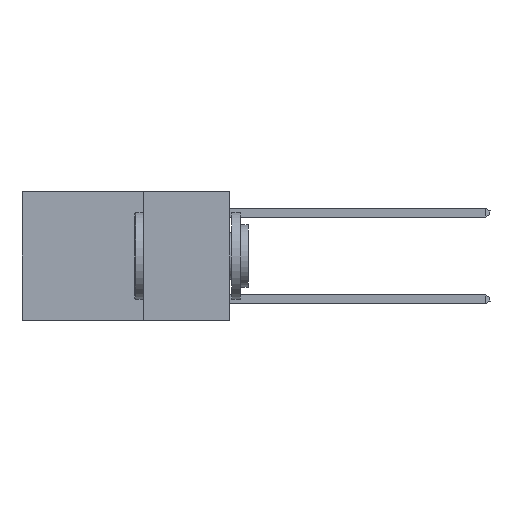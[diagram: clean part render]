
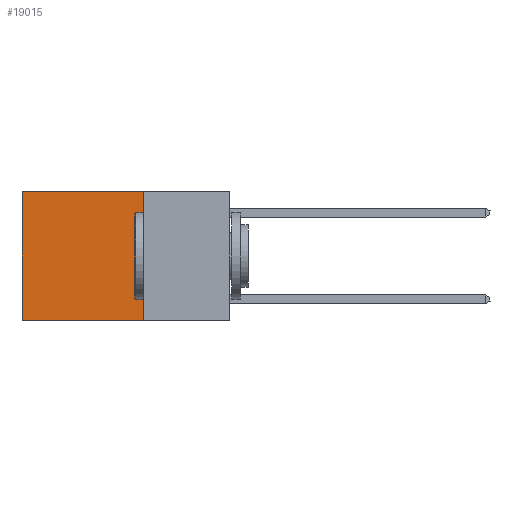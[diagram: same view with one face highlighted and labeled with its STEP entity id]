
A CAD part, left-side view. The second image highlights one B-rep face of the part: STEP entity #19015.
In plain terms, the highlighted planar face has unit normal (-1, 0, 0).
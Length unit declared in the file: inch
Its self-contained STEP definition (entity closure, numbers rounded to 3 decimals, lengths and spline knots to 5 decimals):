
#468 = VECTOR ( 'NONE', #13786, 39.37008 ) ;
#1763 = EDGE_CURVE ( 'NONE', #17830, #17661, #1968, .T. ) ;
#1968 = LINE ( 'NONE', #15451, #468 ) ;
#2612 = EDGE_CURVE ( 'NONE', #17661, #19290, #17680, .T. ) ;
#4321 = VECTOR ( 'NONE', #17908, 39.37008 ) ;
#6385 = FACE_OUTER_BOUND ( 'NONE', #13235, .T. ) ;
#6698 = AXIS2_PLACEMENT_3D ( 'NONE', #13263, #19852, #18450 ) ;
#7830 = DIRECTION ( 'NONE',  ( 0., 1., 0. ) ) ;
#7914 = ORIENTED_EDGE ( 'NONE', *, *, #2612, .F. ) ;
#9382 = CARTESIAN_POINT ( 'NONE',  ( 0.2625, 0.6, 0. ) ) ;
#9501 = LINE ( 'NONE', #9382, #4321 ) ;
#9606 = PLANE ( 'NONE',  #6698 ) ;
#9953 = EDGE_CURVE ( 'NONE', #10278, #19290, #9501, .T. ) ;
#10278 = VERTEX_POINT ( 'NONE', #18759 ) ;
#10862 = EDGE_CURVE ( 'NONE', #17830, #10278, #16583, .T. ) ;
#12140 = VECTOR ( 'NONE', #7830, 39.37008 ) ;
#13031 = ORIENTED_EDGE ( 'NONE', *, *, #1763, .F. ) ;
#13235 = EDGE_LOOP ( 'NONE', ( #20723, #7914, #13031, #20375 ) ) ;
#13263 = CARTESIAN_POINT ( 'NONE',  ( 0.2625, 0.25, 0. ) ) ;
#13786 = DIRECTION ( 'NONE',  ( 0., 0., -1. ) ) ;
#14827 = DIRECTION ( 'NONE',  ( 0., 1., 0. ) ) ;
#15335 = VECTOR ( 'NONE', #14827, 39.37008 ) ;
#15451 = CARTESIAN_POINT ( 'NONE',  ( 0.2625, 0.25, 0. ) ) ;
#16583 = LINE ( 'NONE', #18132, #15335 ) ;
#17661 = VERTEX_POINT ( 'NONE', #21460 ) ;
#17680 = LINE ( 'NONE', #21198, #12140 ) ;
#17830 = VERTEX_POINT ( 'NONE', #18387 ) ;
#17908 = DIRECTION ( 'NONE',  ( 0., 0., -1. ) ) ;
#18132 = CARTESIAN_POINT ( 'NONE',  ( 0.2625, 0.25, 0. ) ) ;
#18387 = CARTESIAN_POINT ( 'NONE',  ( 0.2625, 0.25, 0. ) ) ;
#18450 = DIRECTION ( 'NONE',  ( 0., 0., -1. ) ) ;
#18759 = CARTESIAN_POINT ( 'NONE',  ( 0.2625, 0.6, 0. ) ) ;
#19015 = ADVANCED_FACE ( 'NONE', ( #6385 ), #9606, .F. ) ;
#19290 = VERTEX_POINT ( 'NONE', #19318 ) ;
#19318 = CARTESIAN_POINT ( 'NONE',  ( 0.2625, 0.6, -0.37 ) ) ;
#19852 = DIRECTION ( 'NONE',  ( 1., 0., 0. ) ) ;
#20375 = ORIENTED_EDGE ( 'NONE', *, *, #10862, .T. ) ;
#20723 = ORIENTED_EDGE ( 'NONE', *, *, #9953, .T. ) ;
#21198 = CARTESIAN_POINT ( 'NONE',  ( 0.2625, 0.25, -0.37 ) ) ;
#21460 = CARTESIAN_POINT ( 'NONE',  ( 0.2625, 0.25, -0.37 ) ) ;
